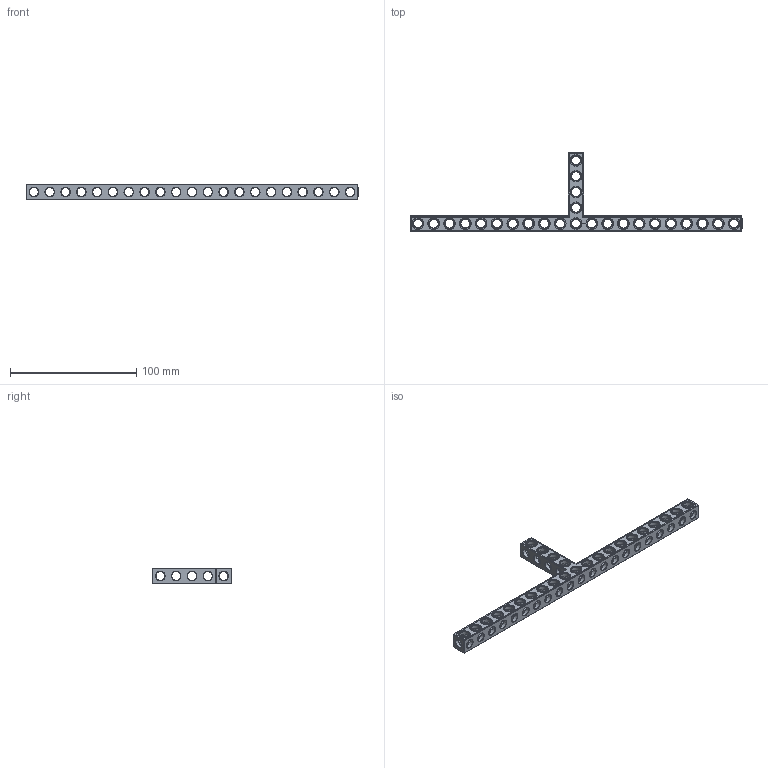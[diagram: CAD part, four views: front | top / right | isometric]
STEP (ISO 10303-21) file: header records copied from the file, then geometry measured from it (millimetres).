
FILE_DESCRIPTION(('FreeCAD Model'),'2;1');
FILE_NAME('Open CASCADE Shape Model','2022-01-29T22:33:27',( 'Paulo Kiefe'),('STEMFIE.org'),'Open CASCADE STEP processor 7.4', 'FreeCAD','Unknown');
FILE_SCHEMA(('AUTOMOTIVE_DESIGN { 1 0 10303 214 1 1 1 1 }'));
Products named in the file (1): Beam_TSH_SYM_ESS_BU21x05x01_-_SPN-BEM-1174_(stemfie.org)
Bounding box: 262.5 x 62.5 x 12.5 mm (x, y, z)
Volume: 24428.6 mm3; surface area: 21904.9 mm2
Topology: 1 solids, 1 shells, 762 faces, 2304 edges, 1503 vertices
Faces by surface type: plane 423, cylinder 153, cone 104, extrusion 82
Full cylindrical faces by diameter (mm): 6.98 x22, 7 x106, 9.2 x25
Entity records: 99921 total; most frequent: CARTESIAN_POINT 56627, DIRECTION 7112, VECTOR 4683, ORIENTED_EDGE 4608, PCURVE 4608, DEFINITIONAL_REPRESENTATION 4608, LINE 4601, EDGE_CURVE 2304
